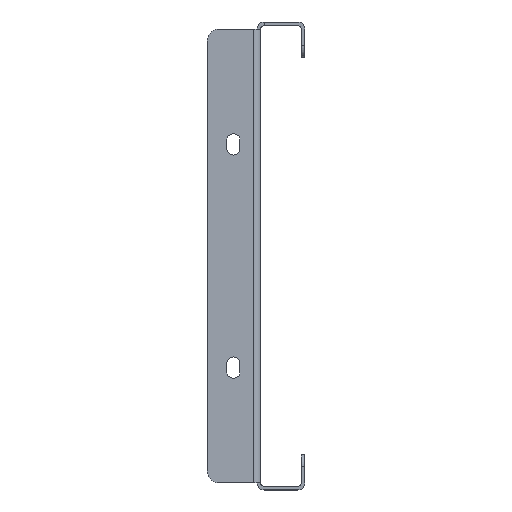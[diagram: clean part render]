
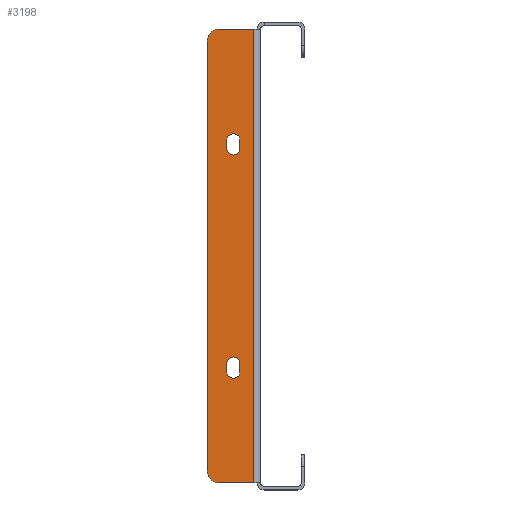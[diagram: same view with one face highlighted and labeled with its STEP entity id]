
A CAD part, left-side view. The second image highlights one B-rep face of the part: STEP entity #3198.
In plain terms, the highlighted planar face has unit normal (-1, 0, 0).
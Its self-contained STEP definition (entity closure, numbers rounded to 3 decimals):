
#26 = EDGE_CURVE ( 'NONE', #5388, #4574, #5237, .T. ) ;
#234 = EDGE_CURVE ( 'NONE', #3632, #2882, #2834, .T. ) ;
#289 = FACE_OUTER_BOUND ( 'NONE', #1714, .T. ) ;
#295 = VERTEX_POINT ( 'NONE', #4787 ) ;
#386 = DIRECTION ( 'NONE',  ( -1., 0., 0. ) ) ;
#402 = EDGE_CURVE ( 'NONE', #4574, #5168, #1019, .T. ) ;
#507 = DIRECTION ( 'NONE',  ( 0., 1., 0. ) ) ;
#520 = CARTESIAN_POINT ( 'NONE',  ( -196., 12.75, -48.75 ) ) ;
#537 = DIRECTION ( 'NONE',  ( 0., 0., 1. ) ) ;
#636 = DIRECTION ( 'NONE',  ( 0., 0., 1. ) ) ;
#638 = AXIS2_PLACEMENT_3D ( 'NONE', #2126, #2205, #790 ) ;
#790 = DIRECTION ( 'NONE',  ( 0., -1., 0. ) ) ;
#821 = CARTESIAN_POINT ( 'NONE',  ( -196., 21., -95.5 ) ) ;
#831 = EDGE_LOOP ( 'NONE', ( #3254, #2468, #1456, #4663 ) ) ;
#895 = CIRCLE ( 'NONE', #4150, 2.75 ) ;
#917 = DIRECTION ( 'NONE',  ( -1., 0., 0. ) ) ;
#920 = VERTEX_POINT ( 'NONE', #5527 ) ;
#943 = AXIS2_PLACEMENT_3D ( 'NONE', #4360, #386, #2035 ) ;
#977 = DIRECTION ( 'NONE',  ( 0., 0., 1. ) ) ;
#1019 = CIRCLE ( 'NONE', #5389, 2.75 ) ;
#1030 = VERTEX_POINT ( 'NONE', #3255 ) ;
#1103 = VERTEX_POINT ( 'NONE', #1682 ) ;
#1277 = CARTESIAN_POINT ( 'NONE',  ( -196., 16., 90.5 ) ) ;
#1430 = CARTESIAN_POINT ( 'NONE',  ( -196., 12.75, 45.25 ) ) ;
#1445 = CARTESIAN_POINT ( 'NONE',  ( -196., 12.75, -45.25 ) ) ;
#1456 = ORIENTED_EDGE ( 'NONE', *, *, #2334, .F. ) ;
#1517 = ORIENTED_EDGE ( 'NONE', *, *, #3087, .T. ) ;
#1562 = VECTOR ( 'NONE', #4801, 1000. ) ;
#1682 = CARTESIAN_POINT ( 'NONE',  ( -196., 7.25, 45.25 ) ) ;
#1687 = ORIENTED_EDGE ( 'NONE', *, *, #234, .F. ) ;
#1714 = EDGE_LOOP ( 'NONE', ( #2838, #3028, #1687, #1517, #2650, #2286 ) ) ;
#1732 = CARTESIAN_POINT ( 'NONE',  ( -196., 12.75, -45.25 ) ) ;
#1830 = CIRCLE ( 'NONE', #638, 2.75 ) ;
#1843 = LINE ( 'NONE', #1732, #1562 ) ;
#1959 = EDGE_CURVE ( 'NONE', #1030, #3508, #3022, .T. ) ;
#2014 = EDGE_CURVE ( 'NONE', #3551, #5388, #895, .T. ) ;
#2035 = DIRECTION ( 'NONE',  ( 0., -1., 0. ) ) ;
#2076 = CARTESIAN_POINT ( 'NONE',  ( -196., 0., 0. ) ) ;
#2126 = CARTESIAN_POINT ( 'NONE',  ( -196., 10., 45.25 ) ) ;
#2205 = DIRECTION ( 'NONE',  ( -1., 0., 0. ) ) ;
#2279 = DIRECTION ( 'NONE',  ( 0., -1., 0. ) ) ;
#2286 = ORIENTED_EDGE ( 'NONE', *, *, #2984, .T. ) ;
#2334 = EDGE_CURVE ( 'NONE', #2706, #4478, #3259, .T. ) ;
#2455 = FACE_BOUND ( 'NONE', #2892, .T. ) ;
#2468 = ORIENTED_EDGE ( 'NONE', *, *, #3818, .F. ) ;
#2590 = DIRECTION ( 'NONE',  ( 0., 1., 0. ) ) ;
#2650 = ORIENTED_EDGE ( 'NONE', *, *, #1959, .F. ) ;
#2662 = CARTESIAN_POINT ( 'NONE',  ( -196., 12.75, 45.25 ) ) ;
#2706 = VERTEX_POINT ( 'NONE', #3359 ) ;
#2707 = CARTESIAN_POINT ( 'NONE',  ( -196., 7.25, -48.75 ) ) ;
#2739 = CARTESIAN_POINT ( 'NONE',  ( -196., 7.25, 45.25 ) ) ;
#2834 = LINE ( 'NONE', #5488, #3326 ) ;
#2838 = ORIENTED_EDGE ( 'NONE', *, *, #5564, .F. ) ;
#2856 = CARTESIAN_POINT ( 'NONE',  ( -196., 12.75, 48.75 ) ) ;
#2876 = VECTOR ( 'NONE', #537, 1000. ) ;
#2882 = VERTEX_POINT ( 'NONE', #4884 ) ;
#2892 = EDGE_LOOP ( 'NONE', ( #4069, #5674, #2969, #3832 ) ) ;
#2969 = ORIENTED_EDGE ( 'NONE', *, *, #2014, .F. ) ;
#2984 = EDGE_CURVE ( 'NONE', #1030, #295, #3266, .T. ) ;
#3015 = DIRECTION ( 'NONE',  ( 0., -1., 0. ) ) ;
#3022 = LINE ( 'NONE', #821, #3299 ) ;
#3028 = ORIENTED_EDGE ( 'NONE', *, *, #4617, .T. ) ;
#3087 = EDGE_CURVE ( 'NONE', #3632, #3508, #5090, .T. ) ;
#3144 = CARTESIAN_POINT ( 'NONE',  ( -196., 10., -48.75 ) ) ;
#3176 = CARTESIAN_POINT ( 'NONE',  ( -196., 10., -45.25 ) ) ;
#3184 = CARTESIAN_POINT ( 'NONE',  ( -196., 16., -95.5 ) ) ;
#3198 = ADVANCED_FACE ( 'NONE', ( #4264, #2455, #289 ), #3821, .T. ) ;
#3254 = ORIENTED_EDGE ( 'NONE', *, *, #4701, .F. ) ;
#3255 = CARTESIAN_POINT ( 'NONE',  ( -196., 1.5, -95.5 ) ) ;
#3259 = CIRCLE ( 'NONE', #943, 2.75 ) ;
#3266 = LINE ( 'NONE', #4974, #3672 ) ;
#3299 = VECTOR ( 'NONE', #2590, 1000. ) ;
#3303 = VERTEX_POINT ( 'NONE', #1430 ) ;
#3326 = VECTOR ( 'NONE', #636, 1000. ) ;
#3359 = CARTESIAN_POINT ( 'NONE',  ( -196., 7.25, 48.75 ) ) ;
#3508 = VERTEX_POINT ( 'NONE', #3184 ) ;
#3551 = VERTEX_POINT ( 'NONE', #520 ) ;
#3632 = VERTEX_POINT ( 'NONE', #4762 ) ;
#3672 = VECTOR ( 'NONE', #977, 1000. ) ;
#3766 = AXIS2_PLACEMENT_3D ( 'NONE', #5089, #4649, #2279 ) ;
#3818 = EDGE_CURVE ( 'NONE', #4478, #3303, #3970, .T. ) ;
#3821 = PLANE ( 'NONE',  #4056 ) ;
#3832 = ORIENTED_EDGE ( 'NONE', *, *, #5733, .F. ) ;
#3852 = DIRECTION ( 'NONE',  ( -1., 0., 0. ) ) ;
#3887 = VECTOR ( 'NONE', #4215, 1000. ) ;
#3889 = CIRCLE ( 'NONE', #4641, 5. ) ;
#3970 = LINE ( 'NONE', #2662, #5614 ) ;
#3982 = CARTESIAN_POINT ( 'NONE',  ( -196., 7.25, -45.25 ) ) ;
#3988 = DIRECTION ( 'NONE',  ( -1., 0., 0. ) ) ;
#4056 = AXIS2_PLACEMENT_3D ( 'NONE', #2076, #3852, #5532 ) ;
#4069 = ORIENTED_EDGE ( 'NONE', *, *, #402, .F. ) ;
#4150 = AXIS2_PLACEMENT_3D ( 'NONE', #3144, #4515, #507 ) ;
#4215 = DIRECTION ( 'NONE',  ( 0., -1., 0. ) ) ;
#4264 = FACE_BOUND ( 'NONE', #831, .T. ) ;
#4274 = LINE ( 'NONE', #5126, #3887 ) ;
#4345 = EDGE_CURVE ( 'NONE', #1103, #2706, #4551, .T. ) ;
#4357 = DIRECTION ( 'NONE',  ( 0., 0., 1. ) ) ;
#4360 = CARTESIAN_POINT ( 'NONE',  ( -196., 10., 48.75 ) ) ;
#4478 = VERTEX_POINT ( 'NONE', #2856 ) ;
#4515 = DIRECTION ( 'NONE',  ( -1., 0., 0. ) ) ;
#4551 = LINE ( 'NONE', #2739, #2876 ) ;
#4574 = VERTEX_POINT ( 'NONE', #4720 ) ;
#4617 = EDGE_CURVE ( 'NONE', #920, #2882, #3889, .T. ) ;
#4641 = AXIS2_PLACEMENT_3D ( 'NONE', #1277, #3988, #3015 ) ;
#4649 = DIRECTION ( 'NONE',  ( -1., 0., 0. ) ) ;
#4663 = ORIENTED_EDGE ( 'NONE', *, *, #4345, .F. ) ;
#4701 = EDGE_CURVE ( 'NONE', #3303, #1103, #1830, .T. ) ;
#4720 = CARTESIAN_POINT ( 'NONE',  ( -196., 7.25, -45.25 ) ) ;
#4762 = CARTESIAN_POINT ( 'NONE',  ( -196., 21., -90.5 ) ) ;
#4787 = CARTESIAN_POINT ( 'NONE',  ( -196., 1.5, 95.5 ) ) ;
#4801 = DIRECTION ( 'NONE',  ( 0., 0., -1. ) ) ;
#4851 = DIRECTION ( 'NONE',  ( 0., 0., -1. ) ) ;
#4884 = CARTESIAN_POINT ( 'NONE',  ( -196., 21., 90.5 ) ) ;
#4966 = DIRECTION ( 'NONE',  ( 0., 1., 0. ) ) ;
#4974 = CARTESIAN_POINT ( 'NONE',  ( -196., 1.5, 0. ) ) ;
#5020 = VECTOR ( 'NONE', #4357, 1000. ) ;
#5089 = CARTESIAN_POINT ( 'NONE',  ( -196., 16., -90.5 ) ) ;
#5090 = CIRCLE ( 'NONE', #3766, 5. ) ;
#5126 = CARTESIAN_POINT ( 'NONE',  ( -196., 0., 95.5 ) ) ;
#5168 = VERTEX_POINT ( 'NONE', #1445 ) ;
#5237 = LINE ( 'NONE', #3982, #5020 ) ;
#5388 = VERTEX_POINT ( 'NONE', #2707 ) ;
#5389 = AXIS2_PLACEMENT_3D ( 'NONE', #3176, #917, #4966 ) ;
#5488 = CARTESIAN_POINT ( 'NONE',  ( -196., 21., 95.5 ) ) ;
#5527 = CARTESIAN_POINT ( 'NONE',  ( -196., 16., 95.5 ) ) ;
#5532 = DIRECTION ( 'NONE',  ( 0., -1., 0. ) ) ;
#5564 = EDGE_CURVE ( 'NONE', #920, #295, #4274, .T. ) ;
#5614 = VECTOR ( 'NONE', #4851, 1000. ) ;
#5674 = ORIENTED_EDGE ( 'NONE', *, *, #26, .F. ) ;
#5733 = EDGE_CURVE ( 'NONE', #5168, #3551, #1843, .T. ) ;
